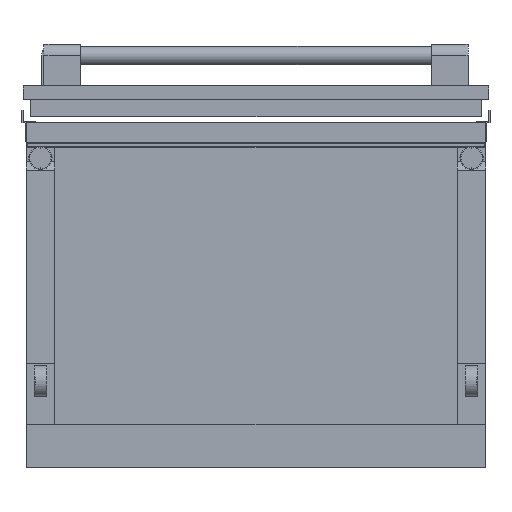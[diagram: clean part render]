
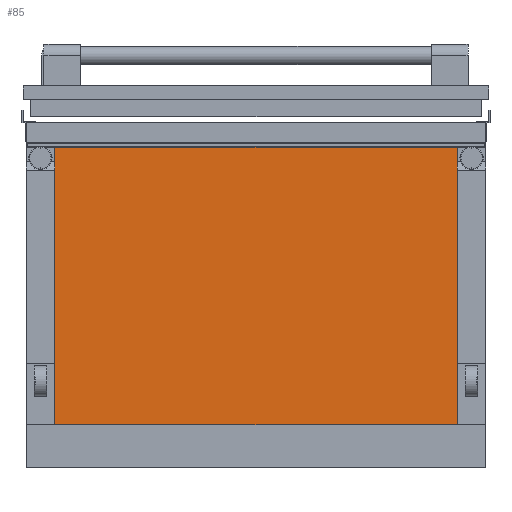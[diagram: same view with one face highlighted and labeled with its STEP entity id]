
A CAD part, front view. The second image highlights one B-rep face of the part: STEP entity #85.
In plain terms, the highlighted planar face has unit normal (0, -1, 0).
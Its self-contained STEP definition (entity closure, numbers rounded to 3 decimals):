
#85 = ADVANCED_FACE ( 'NONE', ( #7576 ), #1828, .F. ) ;
#259 = LINE ( 'NONE', #6155, #3319 ) ;
#397 = CARTESIAN_POINT ( 'NONE',  ( -326.5, -1025.85, 240. ) ) ;
#664 = LINE ( 'NONE', #11424, #4209 ) ;
#673 = EDGE_CURVE ( 'NONE', #8375, #12222, #11633, .T. ) ;
#911 = DIRECTION ( 'NONE',  ( -1., 0., 0. ) ) ;
#989 = ORIENTED_EDGE ( 'NONE', *, *, #2448, .F. ) ;
#1828 = PLANE ( 'NONE',  #9628 ) ;
#2448 = EDGE_CURVE ( 'NONE', #10062, #12222, #259, .T. ) ;
#2776 = DIRECTION ( 'NONE',  ( 0., 1., 0. ) ) ;
#2825 = DIRECTION ( 'NONE',  ( 0., 0., 1. ) ) ;
#3319 = VECTOR ( 'NONE', #11529, 1000. ) ;
#4044 = CARTESIAN_POINT ( 'NONE',  ( -373.5, -1025.85, -210.4 ) ) ;
#4198 = VERTEX_POINT ( 'NONE', #6825 ) ;
#4209 = VECTOR ( 'NONE', #5511, 1000. ) ;
#5214 = EDGE_LOOP ( 'NONE', ( #10194, #9371, #989, #12071 ) ) ;
#5511 = DIRECTION ( 'NONE',  ( 0., 0., 1. ) ) ;
#6155 = CARTESIAN_POINT ( 'NONE',  ( -326.5, -1025.85, -280. ) ) ;
#6464 = CARTESIAN_POINT ( 'NONE',  ( 326.5, -1025.85, 240. ) ) ;
#6825 = CARTESIAN_POINT ( 'NONE',  ( 326.5, -1025.85, -210.4 ) ) ;
#7576 = FACE_OUTER_BOUND ( 'NONE', #5214, .T. ) ;
#8286 = DIRECTION ( 'NONE',  ( -1., 0., 0. ) ) ;
#8375 = VERTEX_POINT ( 'NONE', #6464 ) ;
#8733 = CARTESIAN_POINT ( 'NONE',  ( -326.5, -1025.85, -280. ) ) ;
#9104 = CARTESIAN_POINT ( 'NONE',  ( -326.5, -1025.85, 240. ) ) ;
#9173 = EDGE_CURVE ( 'NONE', #4198, #10062, #10587, .T. ) ;
#9371 = ORIENTED_EDGE ( 'NONE', *, *, #673, .T. ) ;
#9628 = AXIS2_PLACEMENT_3D ( 'NONE', #8733, #2776, #2825 ) ;
#10062 = VERTEX_POINT ( 'NONE', #11520 ) ;
#10194 = ORIENTED_EDGE ( 'NONE', *, *, #11411, .T. ) ;
#10587 = LINE ( 'NONE', #4044, #12586 ) ;
#11411 = EDGE_CURVE ( 'NONE', #4198, #8375, #664, .T. ) ;
#11424 = CARTESIAN_POINT ( 'NONE',  ( 326.5, -1025.85, -280. ) ) ;
#11520 = CARTESIAN_POINT ( 'NONE',  ( -326.5, -1025.85, -210.4 ) ) ;
#11529 = DIRECTION ( 'NONE',  ( 0., 0., 1. ) ) ;
#11633 = LINE ( 'NONE', #397, #12249 ) ;
#12071 = ORIENTED_EDGE ( 'NONE', *, *, #9173, .F. ) ;
#12222 = VERTEX_POINT ( 'NONE', #9104 ) ;
#12249 = VECTOR ( 'NONE', #8286, 1000. ) ;
#12586 = VECTOR ( 'NONE', #911, 1000. ) ;
